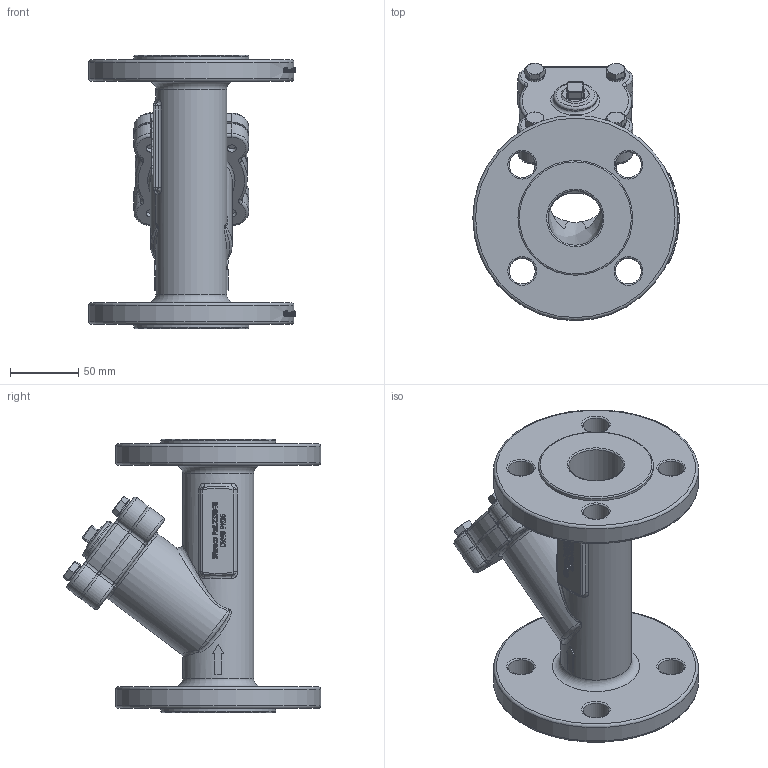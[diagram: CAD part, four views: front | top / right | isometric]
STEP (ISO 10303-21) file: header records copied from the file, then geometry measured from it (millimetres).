
FILE_DESCRIPTION(/* description */ ('233040'),/* implementation_level */ '2;1');
FILE_NAME(/* name */ '233040.stp',/* time_stamp */ '2018-05-09T14:22:59+02:00',/* author */ ('jmorand'),/* organization */ ('Sferaco'),/* preprocessor_version */ 'ST-DEVELOPER v16.5',/* originating_system */ 'Autodesk Inventor 2017',/* authorisation */ '');
FILE_SCHEMA (('CONFIG_CONTROL_DESIGN'));
Products named in the file (1): 233040_ens_Shrinkwrap_1
Bounding box: 151 x 188.37 x 200 mm (x, y, z)
Volume: 917129.9 mm3; surface area: 176013.7 mm2
Topology: 1 solids, 5 shells, 1600 faces, 4206 edges, 2758 vertices
Faces by surface type: bspline 698, plane 635, cylinder 167, torus 71, cone 29
Full cylindrical faces by diameter (mm): 6.647 x4, 8 x4, 8.4 x4, 9 x4, 13 x4, 14 x4, 18.631 x1, 19 x8, 32 x1, 40 x2, 42 x1, 52 x1, 60 x1, 84 x2, 150 x2
Entity records: 64416 total; most frequent: CARTESIAN_POINT 27907, ORIENTED_EDGE 8204, DIRECTION 5245, EDGE_CURVE 4102, VERTEX_POINT 2733, LINE 1979, VECTOR 1979, EDGE_LOOP 1847
